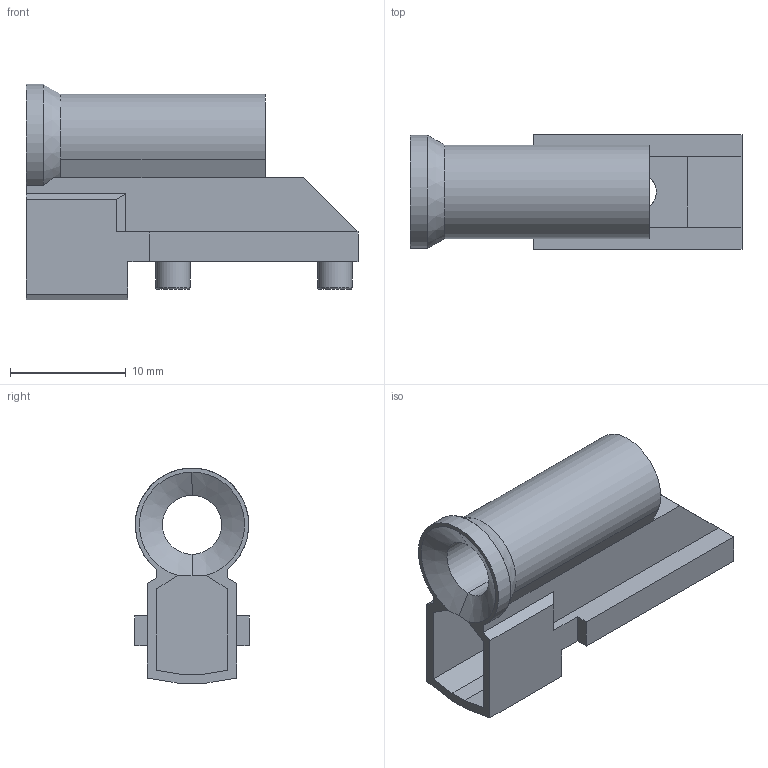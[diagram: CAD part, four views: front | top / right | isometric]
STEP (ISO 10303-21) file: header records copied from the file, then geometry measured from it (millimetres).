
FILE_DESCRIPTION((''),'2;1');
FILE_NAME('ERNI_234675_Part1.stp','2015-01-15T13:49:14',(''),(''),'Mechanical Desktop 2011','Mechanical Desktop 2011',', , ');
FILE_SCHEMA(('AUTOMOTIVE_DESIGN { 1 2 10303 214 1 1 1 1 }'));
Length unit declared in the file: millimetre
Products named in the file (1): Product
Bounding box: 28.7 x 9.9 x 18.65 mm (x, y, z)
Volume: 1864.4 mm3; surface area: 2372 mm2
Topology: 2 solids, 2 shells, 68 faces, 175 edges, 112 vertices
Faces by surface type: plane 45, cylinder 16, torus 4, cone 3
Entity records: 2149 total; most frequent: CARTESIAN_POINT 411, DIRECTION 351, ORIENTED_EDGE 350, EDGE_CURVE 175, VECTOR 121, LINE 121, AXIS2_PLACEMENT_3D 115, VERTEX_POINT 112
